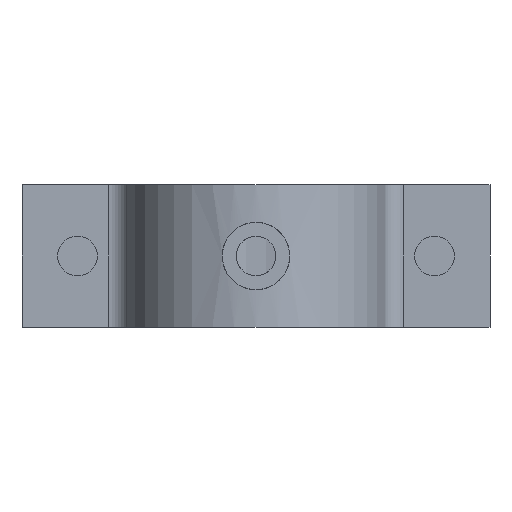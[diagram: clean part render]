
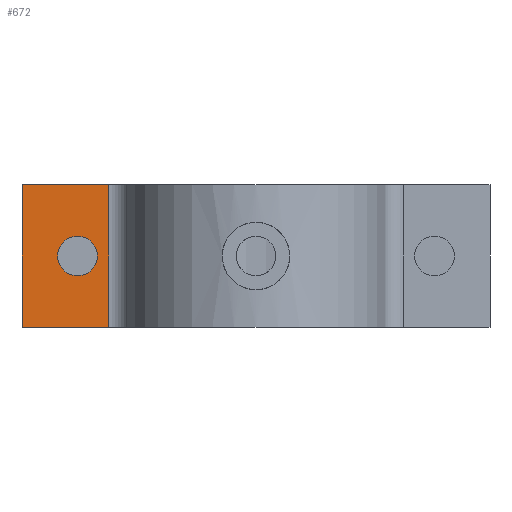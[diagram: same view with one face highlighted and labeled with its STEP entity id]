
A CAD part, front view. The second image highlights one B-rep face of the part: STEP entity #672.
In plain terms, the highlighted planar face has unit normal (0, -1, 0).
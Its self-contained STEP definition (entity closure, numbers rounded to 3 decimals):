
#61 = VERTEX_POINT ( 'NONE', #2106 ) ;
#79 = EDGE_CURVE ( 'NONE', #2133, #807, #2046, .T. ) ;
#130 = VECTOR ( 'NONE', #2356, 1000. ) ;
#138 = EDGE_CURVE ( 'NONE', #61, #1527, #1986, .T. ) ;
#559 = FACE_OUTER_BOUND ( 'NONE', #2821, .T. ) ;
#592 = CARTESIAN_POINT ( 'NONE',  ( -18.574, -1.5, 9. ) ) ;
#642 = ORIENTED_EDGE ( 'NONE', *, *, #2228, .F. ) ;
#672 = ADVANCED_FACE ( 'NONE', ( #559 ), #1872, .T. ) ;
#733 = DIRECTION ( 'NONE',  ( 1., 0., 0. ) ) ;
#748 = DIRECTION ( 'NONE',  ( 0., -1., 0. ) ) ;
#807 = VERTEX_POINT ( 'NONE', #2184 ) ;
#847 = VECTOR ( 'NONE', #1065, 1000. ) ;
#971 = CARTESIAN_POINT ( 'NONE',  ( -29.5, -1.5, -9. ) ) ;
#1065 = DIRECTION ( 'NONE',  ( -1., 0., 0. ) ) ;
#1187 = CARTESIAN_POINT ( 'NONE',  ( -18.574, -1.5, 9. ) ) ;
#1235 = AXIS2_PLACEMENT_3D ( 'NONE', #2881, #748, #733 ) ;
#1311 = LINE ( 'NONE', #2136, #130 ) ;
#1380 = VECTOR ( 'NONE', #1654, 1000. ) ;
#1527 = VERTEX_POINT ( 'NONE', #971 ) ;
#1654 = DIRECTION ( 'NONE',  ( 0., 0., -1. ) ) ;
#1755 = EDGE_CURVE ( 'NONE', #2133, #61, #2612, .T. ) ;
#1759 = CARTESIAN_POINT ( 'NONE',  ( -29.5, -1.5, 9. ) ) ;
#1788 = ORIENTED_EDGE ( 'NONE', *, *, #1755, .T. ) ;
#1872 = PLANE ( 'NONE',  #1235 ) ;
#1900 = ORIENTED_EDGE ( 'NONE', *, *, #79, .F. ) ;
#1986 = LINE ( 'NONE', #1759, #1380 ) ;
#2001 = CARTESIAN_POINT ( 'NONE',  ( -18.574, -1.5, 9. ) ) ;
#2046 = LINE ( 'NONE', #2001, #2621 ) ;
#2094 = DIRECTION ( 'NONE',  ( 0., 0., -1. ) ) ;
#2106 = CARTESIAN_POINT ( 'NONE',  ( -29.5, -1.5, 9. ) ) ;
#2133 = VERTEX_POINT ( 'NONE', #1187 ) ;
#2136 = CARTESIAN_POINT ( 'NONE',  ( -18.574, -1.5, -9. ) ) ;
#2184 = CARTESIAN_POINT ( 'NONE',  ( -18.574, -1.5, -9. ) ) ;
#2228 = EDGE_CURVE ( 'NONE', #807, #1527, #1311, .T. ) ;
#2356 = DIRECTION ( 'NONE',  ( -1., 0., 0. ) ) ;
#2423 = ORIENTED_EDGE ( 'NONE', *, *, #138, .T. ) ;
#2612 = LINE ( 'NONE', #592, #847 ) ;
#2621 = VECTOR ( 'NONE', #2094, 1000. ) ;
#2821 = EDGE_LOOP ( 'NONE', ( #642, #1900, #1788, #2423 ) ) ;
#2881 = CARTESIAN_POINT ( 'NONE',  ( -18.574, -1.5, 9. ) ) ;
